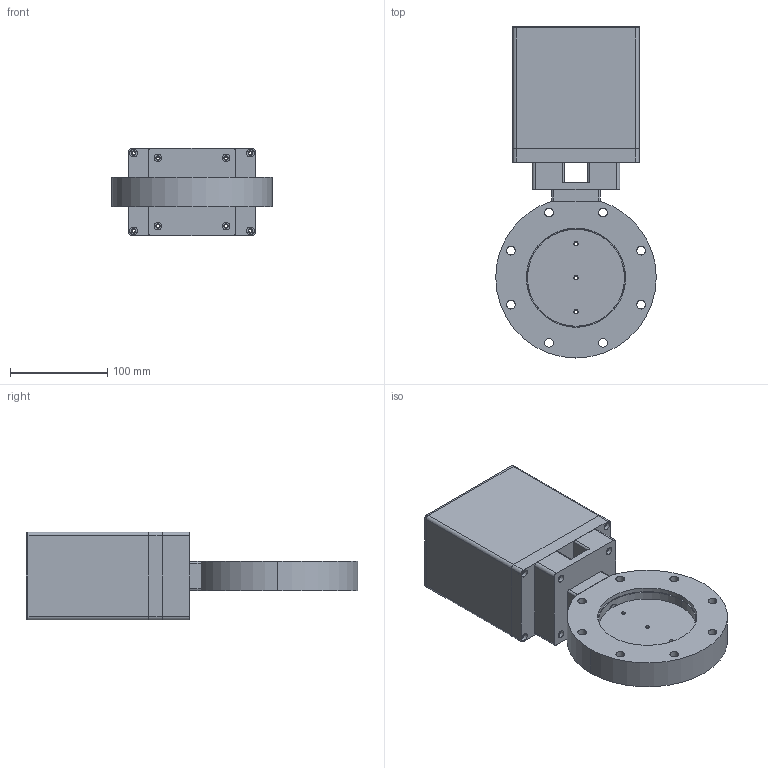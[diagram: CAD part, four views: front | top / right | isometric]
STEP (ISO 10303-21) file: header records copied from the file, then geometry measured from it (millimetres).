
FILE_DESCRIPTION (( 'STEP AP214' ), '1' );
FILE_NAME ('BFV-ISO100F-SST-RS232_Butterfly Valve_ISO100F_FLANGES_MOTORIZED_OUTLINE_DRAWING.STEP', '2025-03-25T21:39:06', ( '' ), ( '' ), 'SwSTEP 2.0', 'SolidWorks 2023', '' );
FILE_SCHEMA (( 'AUTOMOTIVE_DESIGN' ));
Length unit declared in the file: inch
Products named in the file (1): BFV-ISO100F-SST-RS232_Butterfly Valve_ISO100F_FLANGES_MOTORIZED_OUTLINE_DRAWING
Bounding box: 165 x 341.12 x 90 mm (x, y, z)
Surface area: 238891.1 mm2 (no closed solid volume)
Topology: 0 solids, 10 shells, 546 faces, 1689 edges, 1157 vertices
Faces by surface type: cylinder 419, plane 122, cone 5
Entity records: 19396 total; most frequent: CARTESIAN_POINT 3703, DIRECTION 3630, ORIENTED_EDGE 2751, EDGE_CURVE 1689, AXIS2_PLACEMENT_3D 1416, VERTEX_POINT 1157, CIRCLE 869, VECTOR 798
